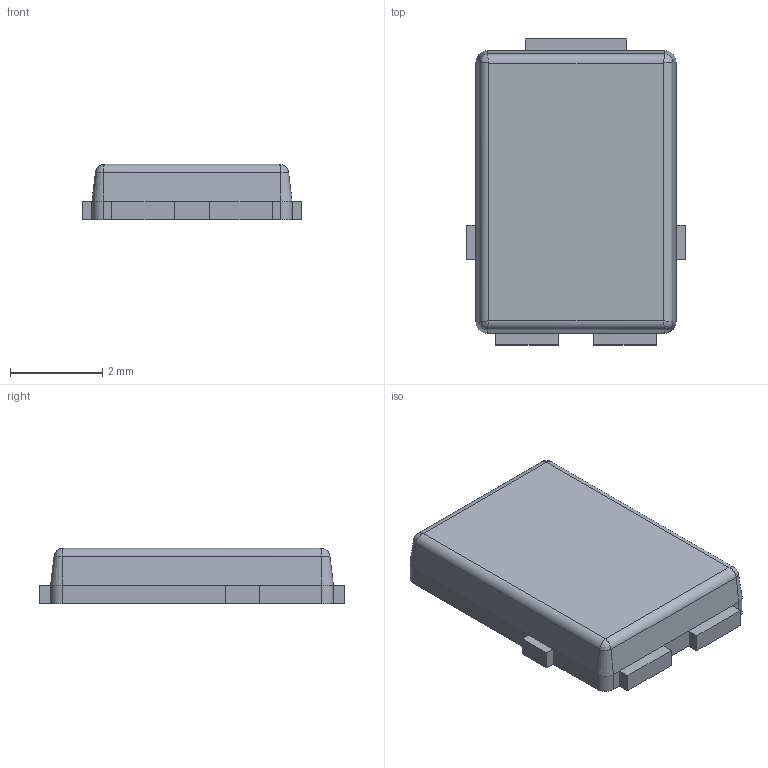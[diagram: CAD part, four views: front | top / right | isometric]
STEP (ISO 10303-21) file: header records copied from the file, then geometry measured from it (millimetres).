
FILE_DESCRIPTION (( 'STEP AP214' ), '1' );
FILE_NAME ('E1C33C0A-F915-4182-ABF4-21FC620C4B0E.STEP', '2025-06-11T05:02:23', ( '' ), ( '' ), 'SwSTEP 2.0', 'SolidWorks 2022', '' );
FILE_SCHEMA (( 'AUTOMOTIVE_DESIGN' ));
Length unit declared in the file: millimetre
Products named in the file (1): E1C33C0A-F915-4182-ABF4-21FC620C4B0E
Bounding box: 4.75 x 6.65 x 1.2 mm (x, y, z)
Surface area: 127.7 mm2
Topology: 4 solids, 4 shells, 54 faces, 122 edges, 72 vertices
Faces by surface type: plane 36, cylinder 10, cone 4, bspline 4
Entity records: 2365 total; most frequent: CARTESIAN_POINT 865, ORIENTED_EDGE 236, DIRECTION 220, EDGE_CURVE 118, LINE 94, VECTOR 94, VERTEX_POINT 72, AXIS2_PLACEMENT_3D 63
